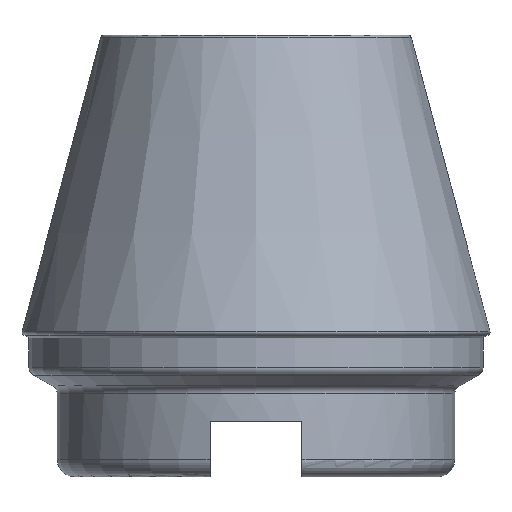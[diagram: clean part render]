
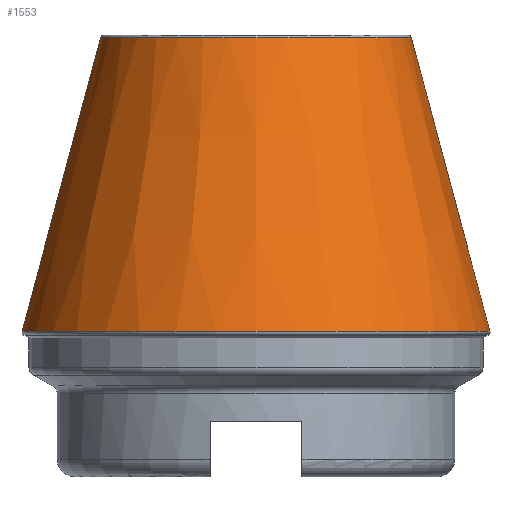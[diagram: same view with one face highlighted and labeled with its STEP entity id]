
A CAD part, left-side view. The second image highlights one B-rep face of the part: STEP entity #1553.
In plain terms, the highlighted conical face has half-angle 15 degrees and reference radius 22.028 mm.
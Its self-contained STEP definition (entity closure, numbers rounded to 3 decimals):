
#1403=DIRECTION('',(0.,-0.259,0.966));
#1404=VECTOR('',#1403,34.375);
#1405=CARTESIAN_POINT('',(0.,26.476,16.5));
#1406=LINE('',#1405,#1404);
#1407=DIRECTION('',(0.,0.259,0.966));
#1408=VECTOR('',#1407,34.375);
#1409=CARTESIAN_POINT('',(0.,-26.476,16.5));
#1410=LINE('',#1409,#1408);
#1411=CARTESIAN_POINT('',(0.,0.,16.5));
#1412=DIRECTION('',(0.,0.,1.));
#1413=DIRECTION('',(0.,1.,0.));
#1414=AXIS2_PLACEMENT_3D('',#1411,#1412,#1413);
#1436=CARTESIAN_POINT('',(0.,0.,49.704));
#1437=DIRECTION('',(0.,0.,1.));
#1438=DIRECTION('',(0.,1.,0.));
#1439=AXIS2_PLACEMENT_3D('',#1436,#1437,#1438);
#1455=CARTESIAN_POINT('',(0.,26.476,16.5));
#1456=VERTEX_POINT('',#1455);
#1457=CARTESIAN_POINT('',(0.,17.579,49.704));
#1458=VERTEX_POINT('',#1457);
#1465=CARTESIAN_POINT('',(0.,-26.476,16.5));
#1466=VERTEX_POINT('',#1465);
#1467=CARTESIAN_POINT('',(0.,-17.579,49.704));
#1468=VERTEX_POINT('',#1467);
#1539=CARTESIAN_POINT('',(0.,0.,33.102));
#1540=DIRECTION('',(0.,0.,-1.));
#1541=DIRECTION('',(0.,-1.,0.));
#1542=AXIS2_PLACEMENT_3D('',#1539,#1540,#1541);
#1543=CONICAL_SURFACE('',#1542,22.028,15.);
#1545=ORIENTED_EDGE('',*,*,#1544,.T.);
#1547=ORIENTED_EDGE('',*,*,#1546,.T.);
#1549=ORIENTED_EDGE('',*,*,#1548,.F.);
#1550=ORIENTED_EDGE('',*,*,#1532,.F.);
#1551=EDGE_LOOP('',(#1545,#1547,#1549,#1550));
#1552=FACE_OUTER_BOUND('',#1551,.F.);
#1553=ADVANCED_FACE('',(#1552),#1543,.T.);
#1415=CIRCLE('',#1414,26.476);
#1440=CIRCLE('',#1439,17.579);
#1532=EDGE_CURVE('',#1456,#1466,#1415,.T.);
#1544=EDGE_CURVE('',#1456,#1458,#1406,.T.);
#1546=EDGE_CURVE('',#1458,#1468,#1440,.T.);
#1548=EDGE_CURVE('',#1466,#1468,#1410,.T.);
